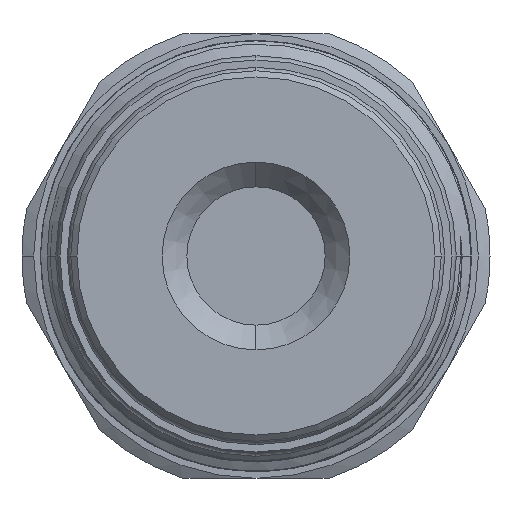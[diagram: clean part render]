
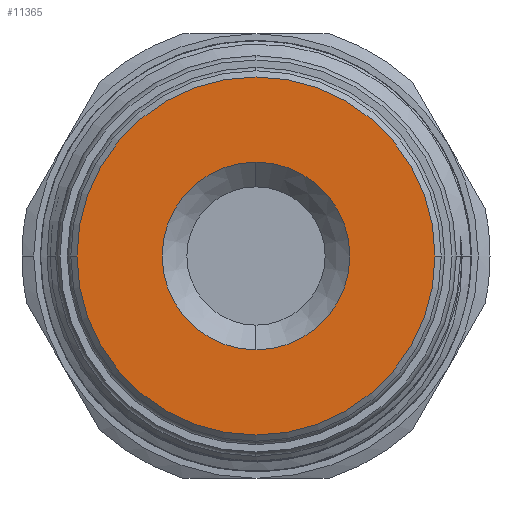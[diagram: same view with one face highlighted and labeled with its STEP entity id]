
A CAD part, left-side view. The second image highlights one B-rep face of the part: STEP entity #11365.
In plain terms, the highlighted planar face has unit normal (-1, 0, 0).
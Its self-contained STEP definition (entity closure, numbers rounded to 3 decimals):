
#422 = EDGE_CURVE ( 'NONE', #4976, #7634, #494, .T. ) ;
#494 = CIRCLE ( 'NONE', #9137, 7.6 ) ;
#653 = AXIS2_PLACEMENT_3D ( 'NONE', #1156, #8993, #7928 ) ;
#1130 = ORIENTED_EDGE ( 'NONE', *, *, #13717, .T. ) ;
#1156 = CARTESIAN_POINT ( 'NONE',  ( -30.774, -2.703, 0. ) ) ;
#1463 = EDGE_LOOP ( 'NONE', ( #10556, #3329 ) ) ;
#2080 = CARTESIAN_POINT ( 'NONE',  ( -30.774, -2.703, -7.6 ) ) ;
#2420 = CARTESIAN_POINT ( 'NONE',  ( -30.774, -2.703, 0. ) ) ;
#2659 = FACE_OUTER_BOUND ( 'NONE', #1463, .T. ) ;
#3190 = CIRCLE ( 'NONE', #13215, 14.5 ) ;
#3329 = ORIENTED_EDGE ( 'NONE', *, *, #6155, .T. ) ;
#4087 = CARTESIAN_POINT ( 'NONE',  ( -30.774, -2.703, 7.6 ) ) ;
#4976 = VERTEX_POINT ( 'NONE', #4087 ) ;
#5025 = DIRECTION ( 'NONE',  ( 1., 0., 0. ) ) ;
#5712 = DIRECTION ( 'NONE',  ( 1., 0., 0. ) ) ;
#6046 = EDGE_CURVE ( 'NONE', #14390, #8857, #13341, .T. ) ;
#6155 = EDGE_CURVE ( 'NONE', #8857, #14390, #3190, .T. ) ;
#6894 = ORIENTED_EDGE ( 'NONE', *, *, #422, .T. ) ;
#6975 = PLANE ( 'NONE',  #12341 ) ;
#7272 = CARTESIAN_POINT ( 'NONE',  ( -30.774, -2.703, 0. ) ) ;
#7634 = VERTEX_POINT ( 'NONE', #2080 ) ;
#7928 = DIRECTION ( 'NONE',  ( 0., 1., 0. ) ) ;
#8857 = VERTEX_POINT ( 'NONE', #11852 ) ;
#8949 = FACE_BOUND ( 'NONE', #10364, .T. ) ;
#8993 = DIRECTION ( 'NONE',  ( -1., 0., 0. ) ) ;
#9137 = AXIS2_PLACEMENT_3D ( 'NONE', #11794, #5025, #9484 ) ;
#9484 = DIRECTION ( 'NONE',  ( 0., 1., 0. ) ) ;
#9503 = DIRECTION ( 'NONE',  ( 1., 0., 0. ) ) ;
#10364 = EDGE_LOOP ( 'NONE', ( #6894, #1130 ) ) ;
#10480 = DIRECTION ( 'NONE',  ( 0., 1., 0. ) ) ;
#10556 = ORIENTED_EDGE ( 'NONE', *, *, #6046, .T. ) ;
#10907 = CARTESIAN_POINT ( 'NONE',  ( -30.774, 11.797, 0. ) ) ;
#11346 = CIRCLE ( 'NONE', #11700, 7.6 ) ;
#11365 = ADVANCED_FACE ( 'NONE', ( #2659, #8949 ), #6975, .F. ) ;
#11499 = CARTESIAN_POINT ( 'NONE',  ( -30.774, -2.703, 0. ) ) ;
#11700 = AXIS2_PLACEMENT_3D ( 'NONE', #7272, #9503, #12875 ) ;
#11794 = CARTESIAN_POINT ( 'NONE',  ( -30.774, -2.703, 0. ) ) ;
#11852 = CARTESIAN_POINT ( 'NONE',  ( -30.774, -17.203, 0. ) ) ;
#12341 = AXIS2_PLACEMENT_3D ( 'NONE', #2420, #5712, #13540 ) ;
#12725 = DIRECTION ( 'NONE',  ( -1., 0., 0. ) ) ;
#12875 = DIRECTION ( 'NONE',  ( 0., 1., 0. ) ) ;
#13215 = AXIS2_PLACEMENT_3D ( 'NONE', #11499, #12725, #10480 ) ;
#13341 = CIRCLE ( 'NONE', #653, 14.5 ) ;
#13540 = DIRECTION ( 'NONE',  ( 0., 1., 0. ) ) ;
#13717 = EDGE_CURVE ( 'NONE', #7634, #4976, #11346, .T. ) ;
#14390 = VERTEX_POINT ( 'NONE', #10907 ) ;
